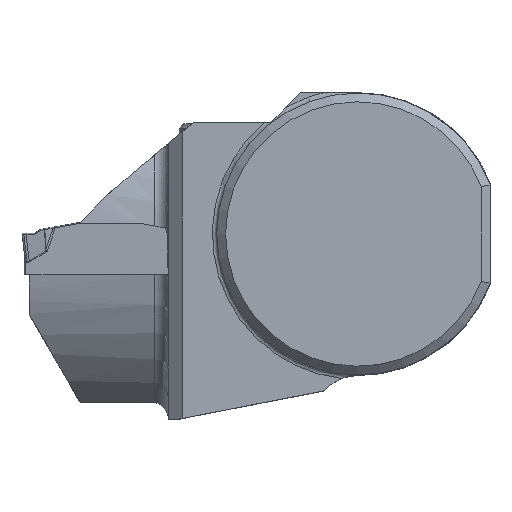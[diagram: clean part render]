
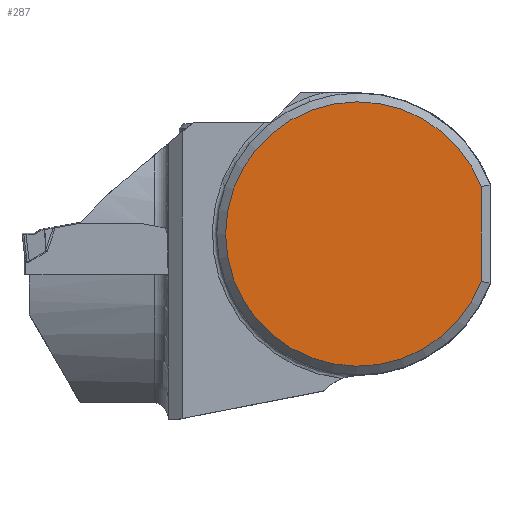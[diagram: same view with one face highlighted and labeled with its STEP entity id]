
A CAD part, top view. The second image highlights one B-rep face of the part: STEP entity #287.
In plain terms, the highlighted planar face has unit normal (0, 0, 1).
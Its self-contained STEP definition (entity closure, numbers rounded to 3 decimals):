
#229=PLANE('',#2154);
#287=ADVANCED_FACE('',(#426),#229,.F.);
#426=FACE_OUTER_BOUND('',#539,.T.);
#539=EDGE_LOOP('',(#1030,#1031));
#677=LINE('',#2938,#811);
#811=VECTOR('',#2391,1.);
#923=CIRCLE('',#2153,15.);
#1030=ORIENTED_EDGE('',*,*,#1804,.F.);
#1031=ORIENTED_EDGE('',*,*,#1805,.T.);
#1608=VERTEX_POINT('',#2939);
#1609=VERTEX_POINT('',#2940);
#1804=EDGE_CURVE('',#1608,#1609,#677,.T.);
#1805=EDGE_CURVE('',#1608,#1609,#923,.T.);
#2153=AXIS2_PLACEMENT_3D('',#2941,#2392,#2393);
#2154=AXIS2_PLACEMENT_3D('',#2942,#2394,#2395);
#2391=DIRECTION('',(0.,-1.,0.));
#2392=DIRECTION('',(0.,0.,1.));
#2393=DIRECTION('',(-1.,0.,0.));
#2394=DIRECTION('',(0.,0.,-1.));
#2395=DIRECTION('',(-1.,0.,0.));
#2938=CARTESIAN_POINT('',(14.,0.,0.325));
#2939=CARTESIAN_POINT('',(14.,5.385,0.325));
#2940=CARTESIAN_POINT('',(14.,-5.385,0.325));
#2941=CARTESIAN_POINT('',(0.,0.,0.325));
#2942=CARTESIAN_POINT('',(0.,0.,0.325));
